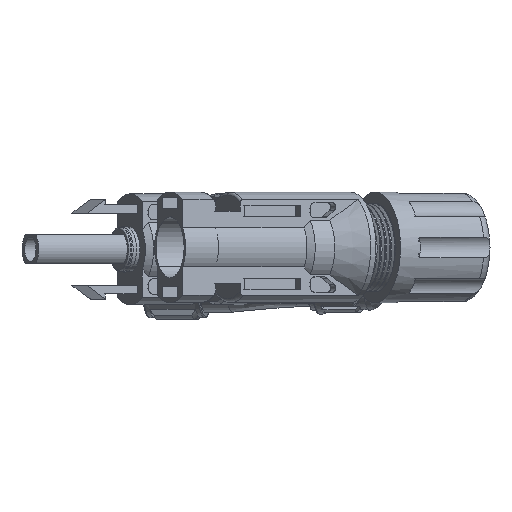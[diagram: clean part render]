
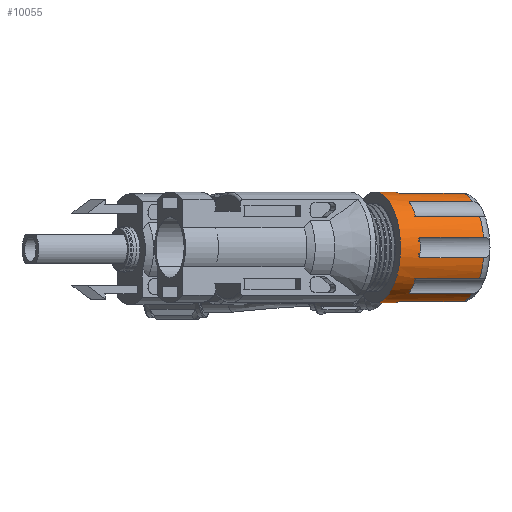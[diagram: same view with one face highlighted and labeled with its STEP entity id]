
A CAD part, front view. The second image highlights one B-rep face of the part: STEP entity #10055.
In plain terms, the highlighted cylindrical face has radius 10 mm (diameter 20 mm), a partial arc.
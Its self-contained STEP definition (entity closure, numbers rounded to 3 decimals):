
#5447 = EDGE_CURVE('',#5448,#5450,#5452,.T.);
#5448 = VERTEX_POINT('',#5449);
#5449 = CARTESIAN_POINT('',(-5.635,-9.,8.261));
#5450 = VERTEX_POINT('',#5451);
#5451 = CARTESIAN_POINT('',(-5.635,-22.,8.261));
#5452 = LINE('',#5453,#5454);
#5453 = CARTESIAN_POINT('',(-5.635,-16.5,8.261));
#5454 = VECTOR('',#5455,1.);
#5455 = DIRECTION('',(-0.,-1.,-0.));
#5783 = VERTEX_POINT('',#5784);
#5784 = CARTESIAN_POINT('',(0.,-9.,-10.));
#5793 = EDGE_CURVE('',#5783,#5794,#5796,.T.);
#5794 = VERTEX_POINT('',#5795);
#5795 = CARTESIAN_POINT('',(0.,-5.,-10.));
#5796 = LINE('',#5797,#5798);
#5797 = CARTESIAN_POINT('',(0.,-24.,-10.));
#5798 = VECTOR('',#5799,1.);
#5799 = DIRECTION('',(-0.,1.,-0.));
#5802 = VERTEX_POINT('',#5803);
#5803 = CARTESIAN_POINT('',(0.,-5.,10.));
#5810 = EDGE_CURVE('',#5811,#5802,#5813,.T.);
#5811 = VERTEX_POINT('',#5812);
#5812 = CARTESIAN_POINT('',(0.,-9.,10.));
#5813 = LINE('',#5814,#5815);
#5814 = CARTESIAN_POINT('',(0.,-24.,10.));
#5815 = VECTOR('',#5816,1.);
#5816 = DIRECTION('',(-0.,1.,-0.));
#10043 = EDGE_CURVE('',#5802,#5794,#10044,.T.);
#10044 = CIRCLE('',#10045,10.);
#10045 = AXIS2_PLACEMENT_3D('',#10046,#10047,#10048);
#10046 = CARTESIAN_POINT('',(0.,-5.,0.));
#10047 = DIRECTION('',(0.,-1.,0.));
#10048 = DIRECTION('',(0.,0.,-1.));
#10055 = ADVANCED_FACE('',(#10056),#10195,.T.);
#10056 = FACE_BOUND('',#10057,.T.);
#10057 = EDGE_LOOP('',(#10058,#10059,#10068,#10076,#10085,#10093,#10102,
    #10110,#10119,#10127,#10136,#10144,#10153,#10161,#10168,#10169,
    #10178,#10186,#10193,#10194));
#10058 = ORIENTED_EDGE('',*,*,#5793,.F.);
#10059 = ORIENTED_EDGE('',*,*,#10060,.F.);
#10060 = EDGE_CURVE('',#10061,#5783,#10063,.T.);
#10061 = VERTEX_POINT('',#10062);
#10062 = CARTESIAN_POINT('',(-1.857,-9.,-9.826));
#10063 = CIRCLE('',#10064,10.);
#10064 = AXIS2_PLACEMENT_3D('',#10065,#10066,#10067);
#10065 = CARTESIAN_POINT('',(0.,-9.,0.));
#10066 = DIRECTION('',(0.,-1.,0.));
#10067 = DIRECTION('',(0.,0.,-1.));
#10068 = ORIENTED_EDGE('',*,*,#10069,.T.);
#10069 = EDGE_CURVE('',#10061,#10070,#10072,.T.);
#10070 = VERTEX_POINT('',#10071);
#10071 = CARTESIAN_POINT('',(-1.857,-22.,-9.826));
#10072 = LINE('',#10073,#10074);
#10073 = CARTESIAN_POINT('',(-1.857,-16.5,-9.826));
#10074 = VECTOR('',#10075,1.);
#10075 = DIRECTION('',(-0.,-1.,-0.));
#10076 = ORIENTED_EDGE('',*,*,#10077,.T.);
#10077 = EDGE_CURVE('',#10070,#10078,#10080,.T.);
#10078 = VERTEX_POINT('',#10079);
#10079 = CARTESIAN_POINT('',(-5.635,-22.,-8.261));
#10080 = CIRCLE('',#10081,10.);
#10081 = AXIS2_PLACEMENT_3D('',#10082,#10083,#10084);
#10082 = CARTESIAN_POINT('',(0.,-22.,0.));
#10083 = DIRECTION('',(-0.,1.,0.));
#10084 = DIRECTION('',(0.,0.,-1.));
#10085 = ORIENTED_EDGE('',*,*,#10086,.T.);
#10086 = EDGE_CURVE('',#10078,#10087,#10089,.T.);
#10087 = VERTEX_POINT('',#10088);
#10088 = CARTESIAN_POINT('',(-5.635,-9.,-8.261));
#10089 = LINE('',#10090,#10091);
#10090 = CARTESIAN_POINT('',(-5.635,-16.5,-8.261));
#10091 = VECTOR('',#10092,1.);
#10092 = DIRECTION('',(-0.,1.,0.));
#10093 = ORIENTED_EDGE('',*,*,#10094,.F.);
#10094 = EDGE_CURVE('',#10095,#10087,#10097,.T.);
#10095 = VERTEX_POINT('',#10096);
#10096 = CARTESIAN_POINT('',(-8.261,-9.,-5.635));
#10097 = CIRCLE('',#10098,10.);
#10098 = AXIS2_PLACEMENT_3D('',#10099,#10100,#10101);
#10099 = CARTESIAN_POINT('',(0.,-9.,0.));
#10100 = DIRECTION('',(-0.,-1.,0.));
#10101 = DIRECTION('',(-0.,0.,-1.));
#10102 = ORIENTED_EDGE('',*,*,#10103,.T.);
#10103 = EDGE_CURVE('',#10095,#10104,#10106,.T.);
#10104 = VERTEX_POINT('',#10105);
#10105 = CARTESIAN_POINT('',(-8.261,-22.,-5.635));
#10106 = LINE('',#10107,#10108);
#10107 = CARTESIAN_POINT('',(-8.261,-16.5,-5.635));
#10108 = VECTOR('',#10109,1.);
#10109 = DIRECTION('',(0.,-1.,-0.));
#10110 = ORIENTED_EDGE('',*,*,#10111,.T.);
#10111 = EDGE_CURVE('',#10104,#10112,#10114,.T.);
#10112 = VERTEX_POINT('',#10113);
#10113 = CARTESIAN_POINT('',(-9.826,-22.,-1.857));
#10114 = CIRCLE('',#10115,10.);
#10115 = AXIS2_PLACEMENT_3D('',#10116,#10117,#10118);
#10116 = CARTESIAN_POINT('',(0.,-22.,0.));
#10117 = DIRECTION('',(-0.,1.,0.));
#10118 = DIRECTION('',(0.,0.,-1.));
#10119 = ORIENTED_EDGE('',*,*,#10120,.T.);
#10120 = EDGE_CURVE('',#10112,#10121,#10123,.T.);
#10121 = VERTEX_POINT('',#10122);
#10122 = CARTESIAN_POINT('',(-9.826,-9.,-1.857));
#10123 = LINE('',#10124,#10125);
#10124 = CARTESIAN_POINT('',(-9.826,-16.5,-1.857));
#10125 = VECTOR('',#10126,1.);
#10126 = DIRECTION('',(-0.,1.,0.));
#10127 = ORIENTED_EDGE('',*,*,#10128,.F.);
#10128 = EDGE_CURVE('',#10129,#10121,#10131,.T.);
#10129 = VERTEX_POINT('',#10130);
#10130 = CARTESIAN_POINT('',(-9.826,-9.,1.857));
#10131 = CIRCLE('',#10132,10.);
#10132 = AXIS2_PLACEMENT_3D('',#10133,#10134,#10135);
#10133 = CARTESIAN_POINT('',(0.,-9.,0.));
#10134 = DIRECTION('',(-0.,-1.,0.));
#10135 = DIRECTION('',(-0.,0.,-1.));
#10136 = ORIENTED_EDGE('',*,*,#10137,.T.);
#10137 = EDGE_CURVE('',#10129,#10138,#10140,.T.);
#10138 = VERTEX_POINT('',#10139);
#10139 = CARTESIAN_POINT('',(-9.826,-22.,1.857));
#10140 = LINE('',#10141,#10142);
#10141 = CARTESIAN_POINT('',(-9.826,-16.5,1.857));
#10142 = VECTOR('',#10143,1.);
#10143 = DIRECTION('',(0.,-1.,-0.));
#10144 = ORIENTED_EDGE('',*,*,#10145,.T.);
#10145 = EDGE_CURVE('',#10138,#10146,#10148,.T.);
#10146 = VERTEX_POINT('',#10147);
#10147 = CARTESIAN_POINT('',(-8.261,-22.,5.635));
#10148 = CIRCLE('',#10149,10.);
#10149 = AXIS2_PLACEMENT_3D('',#10150,#10151,#10152);
#10150 = CARTESIAN_POINT('',(0.,-22.,0.));
#10151 = DIRECTION('',(0.,1.,-0.));
#10152 = DIRECTION('',(0.,-0.,-1.));
#10153 = ORIENTED_EDGE('',*,*,#10154,.T.);
#10154 = EDGE_CURVE('',#10146,#10155,#10157,.T.);
#10155 = VERTEX_POINT('',#10156);
#10156 = CARTESIAN_POINT('',(-8.261,-9.,5.635));
#10157 = LINE('',#10158,#10159);
#10158 = CARTESIAN_POINT('',(-8.261,-16.5,5.635));
#10159 = VECTOR('',#10160,1.);
#10160 = DIRECTION('',(0.,1.,0.));
#10161 = ORIENTED_EDGE('',*,*,#10162,.F.);
#10162 = EDGE_CURVE('',#5448,#10155,#10163,.T.);
#10163 = CIRCLE('',#10164,10.);
#10164 = AXIS2_PLACEMENT_3D('',#10165,#10166,#10167);
#10165 = CARTESIAN_POINT('',(0.,-9.,0.));
#10166 = DIRECTION('',(0.,-1.,0.));
#10167 = DIRECTION('',(0.,0.,-1.));
#10168 = ORIENTED_EDGE('',*,*,#5447,.T.);
#10169 = ORIENTED_EDGE('',*,*,#10170,.T.);
#10170 = EDGE_CURVE('',#5450,#10171,#10173,.T.);
#10171 = VERTEX_POINT('',#10172);
#10172 = CARTESIAN_POINT('',(-1.857,-22.,9.826));
#10173 = CIRCLE('',#10174,10.);
#10174 = AXIS2_PLACEMENT_3D('',#10175,#10176,#10177);
#10175 = CARTESIAN_POINT('',(0.,-22.,0.));
#10176 = DIRECTION('',(0.,1.,-0.));
#10177 = DIRECTION('',(0.,-0.,-1.));
#10178 = ORIENTED_EDGE('',*,*,#10179,.T.);
#10179 = EDGE_CURVE('',#10171,#10180,#10182,.T.);
#10180 = VERTEX_POINT('',#10181);
#10181 = CARTESIAN_POINT('',(-1.857,-9.,9.826));
#10182 = LINE('',#10183,#10184);
#10183 = CARTESIAN_POINT('',(-1.857,-16.5,9.826));
#10184 = VECTOR('',#10185,1.);
#10185 = DIRECTION('',(0.,1.,0.));
#10186 = ORIENTED_EDGE('',*,*,#10187,.F.);
#10187 = EDGE_CURVE('',#5811,#10180,#10188,.T.);
#10188 = CIRCLE('',#10189,10.);
#10189 = AXIS2_PLACEMENT_3D('',#10190,#10191,#10192);
#10190 = CARTESIAN_POINT('',(0.,-9.,0.));
#10191 = DIRECTION('',(0.,-1.,0.));
#10192 = DIRECTION('',(0.,0.,-1.));
#10193 = ORIENTED_EDGE('',*,*,#5810,.T.);
#10194 = ORIENTED_EDGE('',*,*,#10043,.T.);
#10195 = CYLINDRICAL_SURFACE('',#10196,10.);
#10196 = AXIS2_PLACEMENT_3D('',#10197,#10198,#10199);
#10197 = CARTESIAN_POINT('',(0.,-24.,0.));
#10198 = DIRECTION('',(-0.,1.,-0.));
#10199 = DIRECTION('',(0.,0.,1.));
